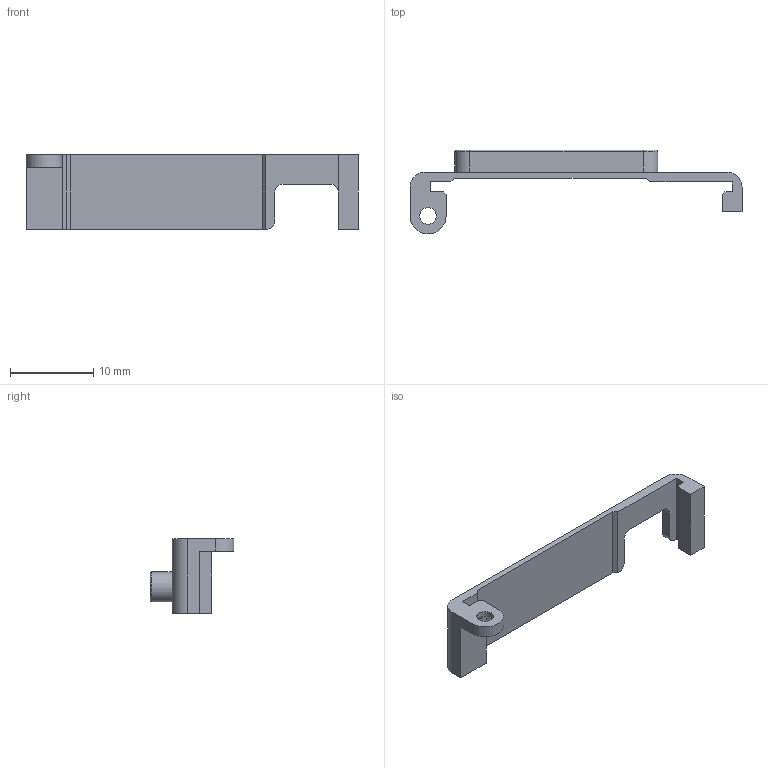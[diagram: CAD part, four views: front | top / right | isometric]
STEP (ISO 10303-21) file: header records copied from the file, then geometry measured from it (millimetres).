
FILE_DESCRIPTION(/* description */ (''),/* implementation_level */ '2;1');
FILE_NAME(/* name */ 'rpi-cluster-enclosure-lightguide.step',/* time_stamp */ '2022-03-16T12:54:12+01:00',/* author */ (''),/* organization */ (''),/* preprocessor_version */ 'ST-DEVELOPER v18.1',/* originating_system */ 'Autodesk Translation Framework v10.13.0.1454',/* authorisation */ '');
FILE_SCHEMA (('AUTOMOTIVE_DESIGN { 1 0 10303 214 3 1 1 }'));
Length unit declared in the file: millimetre
Products named in the file (1): rpi-cluster-enclosure-lightguide
Bounding box: 40 x 10.1 x 9 mm (x, y, z)
Volume: 637.5 mm3; surface area: 1090.3 mm2
Topology: 1 solids, 1 shells, 45 faces, 122 edges, 80 vertices
Faces by surface type: plane 30, cylinder 12, torus 2, cone 1
Full cylindrical faces by diameter (mm): 2 x1
Entity records: 1452 total; most frequent: CARTESIAN_POINT 253, ORIENTED_EDGE 244, DIRECTION 241, EDGE_CURVE 122, LINE 93, VECTOR 93, VERTEX_POINT 80, AXIS2_PLACEMENT_3D 74
